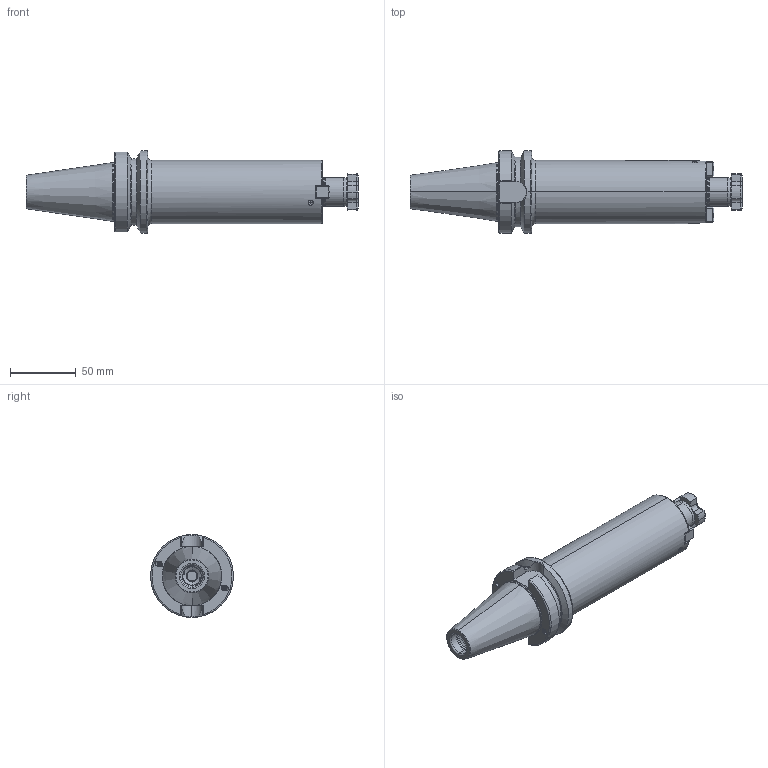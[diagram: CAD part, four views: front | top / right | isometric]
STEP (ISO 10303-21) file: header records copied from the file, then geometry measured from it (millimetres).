
FILE_DESCRIPTION (( 'STEP AP203' ), '1' );
FILE_NAME ('406.11.22.2.STEP', '2016-11-26T02:31:18', ( '' ), ( '' ), 'SwSTEP 2.0', 'SolidWorks 2012', '' );
FILE_SCHEMA (( 'CONFIG_CONTROL_DESIGN' ));
Length unit declared in the file: millimetre
Products named in the file (5): 面銑刀墊塊22; 十字螺絲FMB22; 102.11.22_M4xP0.7-12L; 406.11.22.2
Assembly tree (6 placements, depth 2):
  406.11.22.2
    406.11.22.2
    十字螺絲FMB22
    面銑刀墊塊22  x2
    102.11.22_M4xP0.7-12L  x2
Bounding box: 252.4 x 63 x 63 mm (x, y, z)
Volume: 349558.2 mm3; surface area: 58292.3 mm2
Topology: 6 solids, 6 shells, 578 faces, 1529 edges, 957 vertices
Faces by surface type: cylinder 285, plane 150, torus 56, cone 55, bspline 32
Entity records: 31868 total; most frequent: CARTESIAN_POINT 20664, ORIENTED_EDGE 2552, DIRECTION 1927, EDGE_CURVE 1276, VERTEX_POINT 807, AXIS2_PLACEMENT_3D 730, EDGE_LOOP 497, FACE_OUTER_BOUND 477
